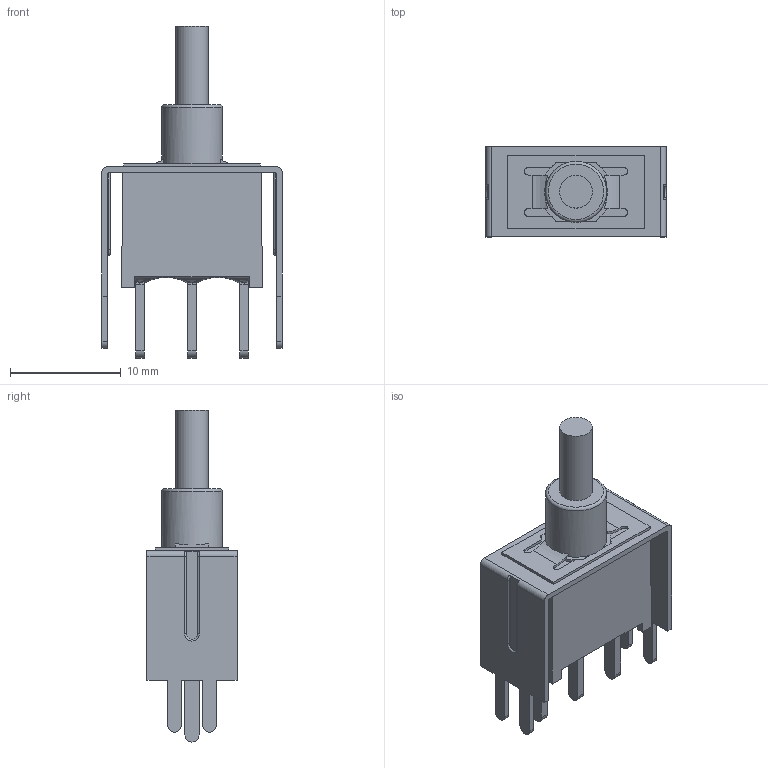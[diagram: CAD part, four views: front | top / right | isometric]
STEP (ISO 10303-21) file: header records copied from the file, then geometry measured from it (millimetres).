
FILE_DESCRIPTION(/* description */ (''),/* implementation_level */ '2;1');
FILE_NAME(/* name */ '700ASP7B21VS2xE.stp',/* time_stamp */ '2025-12-22T17:13:26-06:00',/* author */ ('jmeyers'),/* organization */ (''),/* preprocessor_version */ 'ST-DEVELOPER v18.1',/* originating_system */ 'Autodesk Inventor 2022',/* authorisation */ '');
FILE_SCHEMA (('AUTOMOTIVE_DESIGN { 1 0 10303 214 3 1 1 }'));
Length unit declared in the file: inch
Products named in the file (1): Part62
Bounding box: 16.26 x 8.13 x 29.96 mm (x, y, z)
Volume: 1165.3 mm3; surface area: 1392 mm2
Topology: 1 solids, 1 shells, 172 faces, 491 edges, 322 vertices
Faces by surface type: plane 102, cylinder 53, torus 9, bspline 8
Full cylindrical faces by diameter (mm): 2.96 x1, 5.5 x1
Entity records: 6211 total; most frequent: CARTESIAN_POINT 1698, ORIENTED_EDGE 982, DIRECTION 884, EDGE_CURVE 491, VERTEX_POINT 322, LINE 312, VECTOR 312, AXIS2_PLACEMENT_3D 286
